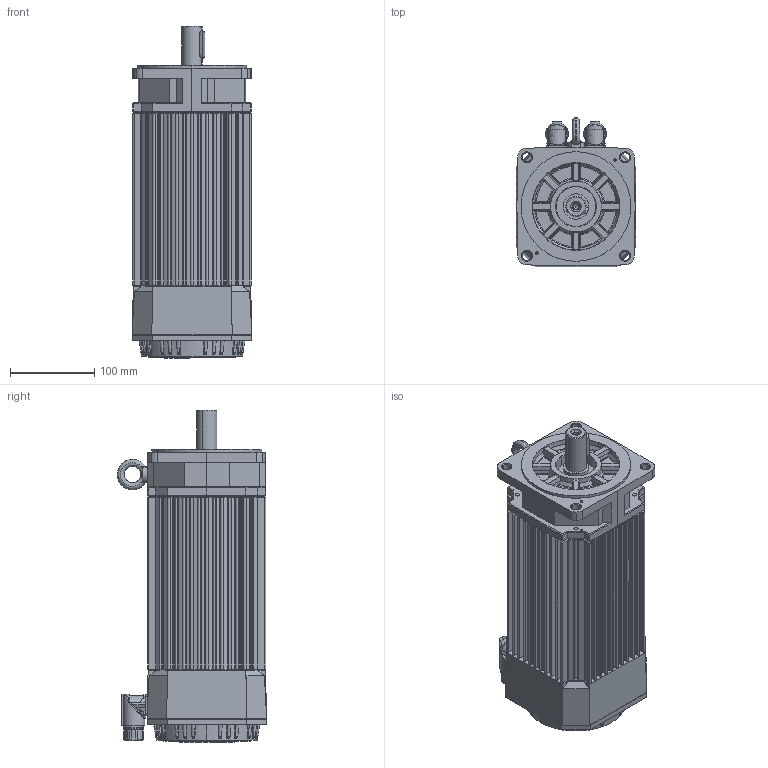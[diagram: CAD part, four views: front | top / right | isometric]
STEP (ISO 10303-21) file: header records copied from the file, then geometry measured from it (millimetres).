
FILE_DESCRIPTION((''),'2;1');
FILE_NAME('BL-144 - Basic 0E.stp','2014-04-03T08:31:24',('arodrigo'),(''),'Autodesk Inventor 9','Autodesk Inventor 9','');
FILE_SCHEMA(('AUTOMOTIVE_DESIGN { 1 0 10303 214 1 1 1 1 }'));
Length unit declared in the file: millimetre
Products named in the file (1): Pieza1
Bounding box: 142.03 x 177.01 x 393.5 mm (x, y, z)
Volume: 5473892.3 mm3; surface area: 464334.5 mm2
Topology: 1 solids, 5 shells, 2088 faces, 5647 edges, 3513 vertices
Faces by surface type: plane 899, cylinder 603, bspline 354, cone 94, torus 76, sphere 62
Entity records: 73863 total; most frequent: CARTESIAN_POINT 22518, ORIENTED_EDGE 11030, DIRECTION 10643, EDGE_CURVE 5515, AXIS2_PLACEMENT_3D 4039, VERTEX_POINT 3513, VECTOR 2565, LINE 2565
